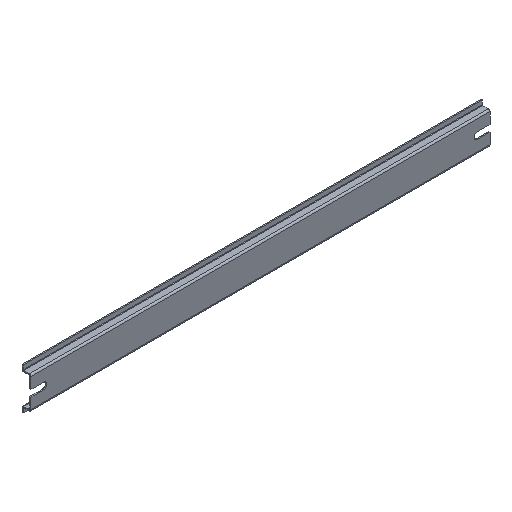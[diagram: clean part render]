
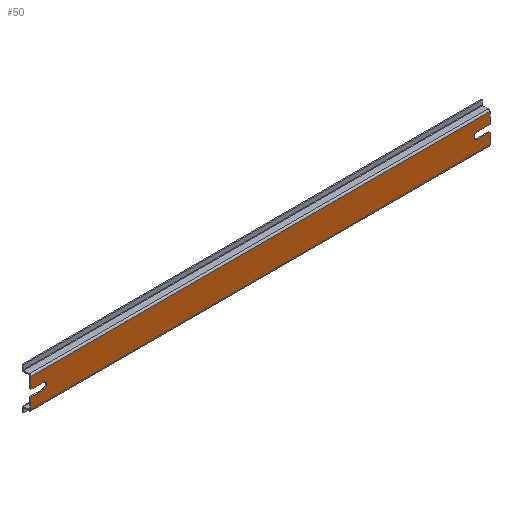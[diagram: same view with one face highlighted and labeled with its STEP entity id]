
A CAD part, isometric view. The second image highlights one B-rep face of the part: STEP entity #50.
In plain terms, the highlighted planar face has unit normal (0, -1, 0).
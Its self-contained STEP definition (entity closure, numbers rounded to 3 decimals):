
#50=ADVANCED_FACE('',(#87),#88,.T.);
#87=FACE_OUTER_BOUND('',#151,.T.);
#88=PLANE('',#152);
#151=EDGE_LOOP('',(#251,#252,#253,#254,#255,#256,#257,#258,#259,#260,#261,#262,#263,#264));
#152=AXIS2_PLACEMENT_3D('',#265,#266,#267);
#251=ORIENTED_EDGE('',*,*,#515,.F.);
#252=ORIENTED_EDGE('',*,*,#484,.F.);
#253=ORIENTED_EDGE('',*,*,#516,.F.);
#254=ORIENTED_EDGE('',*,*,#517,.F.);
#255=ORIENTED_EDGE('',*,*,#514,.T.);
#256=ORIENTED_EDGE('',*,*,#518,.T.);
#257=ORIENTED_EDGE('',*,*,#519,.F.);
#258=ORIENTED_EDGE('',*,*,#520,.F.);
#259=ORIENTED_EDGE('',*,*,#521,.F.);
#260=ORIENTED_EDGE('',*,*,#490,.F.);
#261=ORIENTED_EDGE('',*,*,#522,.F.);
#262=ORIENTED_EDGE('',*,*,#523,.F.);
#263=ORIENTED_EDGE('',*,*,#524,.F.);
#264=ORIENTED_EDGE('',*,*,#502,.T.);
#265=CARTESIAN_POINT('',(-192.5,0.0,12.0));
#266=DIRECTION('',(0.0,-1.0,0.0));
#267=DIRECTION('',(0.0,0.0,-1.0));
#484=EDGE_CURVE('',#573,#576,#577,.T.);
#490=EDGE_CURVE('',#586,#582,#588,.T.);
#502=EDGE_CURVE('',#590,#610,#612,.T.);
#514=EDGE_CURVE('',#613,#634,#636,.T.);
#515=EDGE_CURVE('',#576,#610,#637,.T.);
#516=EDGE_CURVE('',#638,#573,#639,.T.);
#517=EDGE_CURVE('',#613,#638,#640,.T.);
#518=EDGE_CURVE('',#634,#641,#642,.T.);
#519=EDGE_CURVE('',#643,#641,#644,.T.);
#520=EDGE_CURVE('',#645,#643,#646,.T.);
#521=EDGE_CURVE('',#582,#645,#647,.T.);
#522=EDGE_CURVE('',#648,#586,#649,.T.);
#523=EDGE_CURVE('',#650,#648,#651,.T.);
#524=EDGE_CURVE('',#590,#650,#652,.T.);
#573=VERTEX_POINT('',#723);
#576=VERTEX_POINT('',#727);
#577=CIRCLE('',#728,2.75);
#582=VERTEX_POINT('',#734);
#586=VERTEX_POINT('',#739);
#588=CIRCLE('',#742,2.75);
#590=VERTEX_POINT('',#744);
#610=VERTEX_POINT('',#770);
#612=LINE('',#773,#774);
#613=VERTEX_POINT('',#775);
#634=VERTEX_POINT('',#803);
#636=LINE('',#805,#806);
#637=LINE('',#807,#808);
#638=VERTEX_POINT('',#809);
#639=CIRCLE('',#810,2.75);
#640=LINE('',#811,#812);
#641=VERTEX_POINT('',#813);
#642=LINE('',#814,#815);
#643=VERTEX_POINT('',#816);
#644=LINE('',#817,#818);
#645=VERTEX_POINT('',#819);
#646=LINE('',#820,#821);
#647=CIRCLE('',#822,2.75);
#648=VERTEX_POINT('',#823);
#649=LINE('',#824,#825);
#650=VERTEX_POINT('',#826);
#651=LINE('',#827,#828);
#652=LINE('',#829,#830);
#723=CARTESIAN_POINT('',(-179.25,0.0,0.));
#727=CARTESIAN_POINT('',(-182.0,0.0,2.75));
#728=AXIS2_PLACEMENT_3D('',#940,#941,#942);
#734=CARTESIAN_POINT('',(179.25,0.0,0.));
#739=CARTESIAN_POINT('',(182.0,0.0,2.75));
#742=AXIS2_PLACEMENT_3D('',#952,#953,#954);
#744=CARTESIAN_POINT('',(-192.5,0.0,12.0));
#770=CARTESIAN_POINT('',(-192.5,0.0,2.75));
#773=CARTESIAN_POINT('',(-192.5,0.0,12.0));
#774=VECTOR('',#974,9.25);
#775=CARTESIAN_POINT('',(-192.5,0.0,-2.75));
#803=CARTESIAN_POINT('',(-192.5,0.0,-12.0));
#805=CARTESIAN_POINT('',(-192.5,0.0,-2.75));
#806=VECTOR('',#994,9.25);
#807=CARTESIAN_POINT('',(-182.0,0.0,2.75));
#808=VECTOR('',#995,10.5);
#809=CARTESIAN_POINT('',(-182.0,0.0,-2.75));
#810=AXIS2_PLACEMENT_3D('',#996,#997,#998);
#811=CARTESIAN_POINT('',(-192.5,0.0,-2.75));
#812=VECTOR('',#999,10.5);
#813=CARTESIAN_POINT('',(192.5,0.0,-12.0));
#814=CARTESIAN_POINT('',(-192.5,0.0,-12.0));
#815=VECTOR('',#1000,385.0);
#816=CARTESIAN_POINT('',(192.5,0.0,-2.75));
#817=CARTESIAN_POINT('',(192.5,0.0,-2.75));
#818=VECTOR('',#1001,9.25);
#819=CARTESIAN_POINT('',(182.0,0.0,-2.75));
#820=CARTESIAN_POINT('',(182.0,0.0,-2.75));
#821=VECTOR('',#1002,10.5);
#822=AXIS2_PLACEMENT_3D('',#1003,#1004,#1005);
#823=CARTESIAN_POINT('',(192.5,0.0,2.75));
#824=CARTESIAN_POINT('',(192.5,0.0,2.75));
#825=VECTOR('',#1006,10.5);
#826=CARTESIAN_POINT('',(192.5,0.0,12.0));
#827=CARTESIAN_POINT('',(192.5,0.0,12.0));
#828=VECTOR('',#1007,9.25);
#829=CARTESIAN_POINT('',(-192.5,0.0,12.0));
#830=VECTOR('',#1008,385.0);
#940=CARTESIAN_POINT('',(-182.0,0.0,0.0));
#941=DIRECTION('',(0.0,-1.0,0.0));
#942=DIRECTION('',(0.0,0.0,-1.0));
#952=CARTESIAN_POINT('',(182.0,0.0,0.0));
#953=DIRECTION('',(0.0,-1.0,0.0));
#954=DIRECTION('',(0.,0.0,1.0));
#974=DIRECTION('',(0.0,0.0,-1.0));
#994=DIRECTION('',(0.0,0.0,-1.0));
#995=DIRECTION('',(-1.0,0.0,0.0));
#996=CARTESIAN_POINT('',(-182.0,0.0,0.0));
#997=DIRECTION('',(0.0,-1.0,0.0));
#998=DIRECTION('',(0.0,0.0,-1.0));
#999=DIRECTION('',(1.0,0.0,0.0));
#1000=DIRECTION('',(1.0,0.0,0.0));
#1001=DIRECTION('',(0.0,0.0,-1.0));
#1002=DIRECTION('',(1.0,0.0,0.0));
#1003=CARTESIAN_POINT('',(182.0,0.0,0.0));
#1004=DIRECTION('',(0.0,-1.0,0.0));
#1005=DIRECTION('',(0.,0.0,1.0));
#1006=DIRECTION('',(-1.0,0.0,0.0));
#1007=DIRECTION('',(0.0,0.0,-1.0));
#1008=DIRECTION('',(1.0,0.0,0.0));
